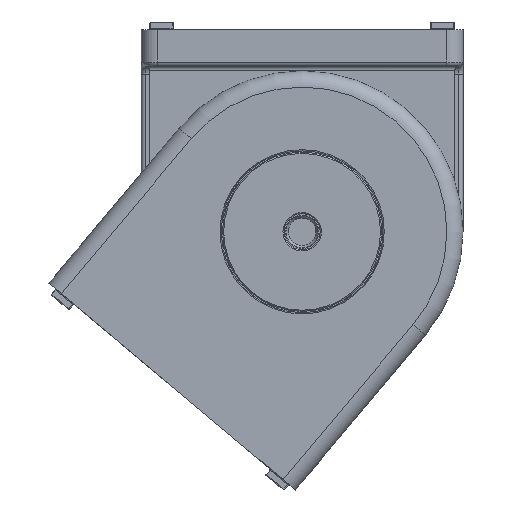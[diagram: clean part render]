
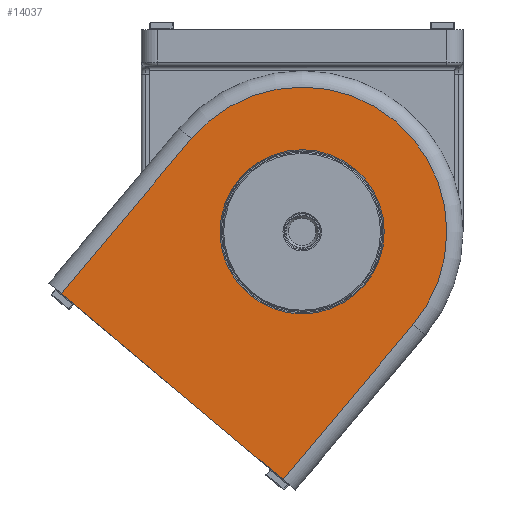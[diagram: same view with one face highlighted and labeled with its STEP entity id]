
A CAD part, front view. The second image highlights one B-rep face of the part: STEP entity #14037.
In plain terms, the highlighted planar face has unit normal (0, -1, 0).
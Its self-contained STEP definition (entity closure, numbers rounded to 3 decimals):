
#208=PLANE($,#15492);
#681=LINE($,#25140,#1539);
#695=LINE($,#25236,#1553);
#696=LINE($,#25237,#1554);
#1539=VECTOR($,#18466,71.6);
#1553=VECTOR($,#18558,50.);
#1554=VECTOR($,#18559,50.);
#2792=FACE_BOUND($,#4220,.T.);
#3175=FACE_OUTER_BOUND($,#4219,.T.);
#4219=EDGE_LOOP($,(#10844,#10845,#10846,#10847));
#4220=EDGE_LOOP($,(#10848));
#5276=CIRCLE($,#15297,35.8);
#5344=CIRCLE($,#15386,20.319);
#6405=VERTEX_POINT($,#24394);
#6406=VERTEX_POINT($,#24395);
#6480=VERTEX_POINT($,#24702);
#6575=VERTEX_POINT($,#25137);
#6576=VERTEX_POINT($,#25139);
#7881=EDGE_CURVE($,#6405,#6406,#5276,.T.);
#7961=EDGE_CURVE($,#6480,#6480,#5344,.T.);
#8069=EDGE_CURVE($,#6576,#6575,#681,.T.);
#8118=EDGE_CURVE($,#6406,#6576,#695,.T.);
#8119=EDGE_CURVE($,#6575,#6405,#696,.T.);
#10844=ORIENTED_EDGE($,*,*,#8118,.T.);
#10845=ORIENTED_EDGE($,*,*,#8069,.T.);
#10846=ORIENTED_EDGE($,*,*,#8119,.T.);
#10847=ORIENTED_EDGE($,*,*,#7881,.T.);
#10848=ORIENTED_EDGE($,*,*,#7961,.F.);
#14037=ADVANCED_FACE($,(#3175,#2792),#208,.F.);
#15297=AXIS2_PLACEMENT_3D($,#24396,#18097,#18098);
#15386=AXIS2_PLACEMENT_3D($,#24703,#18283,#18284);
#15492=AXIS2_PLACEMENT_3D($,#25235,#18556,#18557);
#18097=DIRECTION('center_axis',(0.,-1.,0.));
#18098=DIRECTION('ref_axis',(0.643,0.,0.766));
#18283=DIRECTION('center_axis',(0.,-1.,0.));
#18284=DIRECTION('ref_axis',(0.643,0.,0.766));
#18466=DIRECTION($,(0.766,0.,-0.643));
#18556=DIRECTION('center_axis',(0.,1.,0.));
#18557=DIRECTION('ref_axis',(0.643,0.,0.766));
#18558=DIRECTION($,(-0.643,0.,-0.766));
#18559=DIRECTION($,(0.643,0.,0.766));
#24394=CARTESIAN_POINT('',(27.424,-19.9,-23.012));
#24395=CARTESIAN_POINT('',(-27.424,-19.9,23.012));
#24396=CARTESIAN_POINT('Origin',(0.,-19.9,0.));
#24702=CARTESIAN_POINT('',(-13.061,-19.9,-15.565));
#24703=CARTESIAN_POINT('Origin',(0.,-19.9,0.));
#25137=CARTESIAN_POINT('',(-4.715,-19.9,-61.314));
#25139=CARTESIAN_POINT('',(-59.564,-19.9,-15.29));
#25140=CARTESIAN_POINT($,(-66.994,-19.9,-9.055));
#25235=CARTESIAN_POINT('Origin',(4.134,-19.9,-56.991));
#25236=CARTESIAN_POINT($,(-53.779,-19.9,-8.396));
#25237=CARTESIAN_POINT($,(1.07,-19.9,-54.42));
